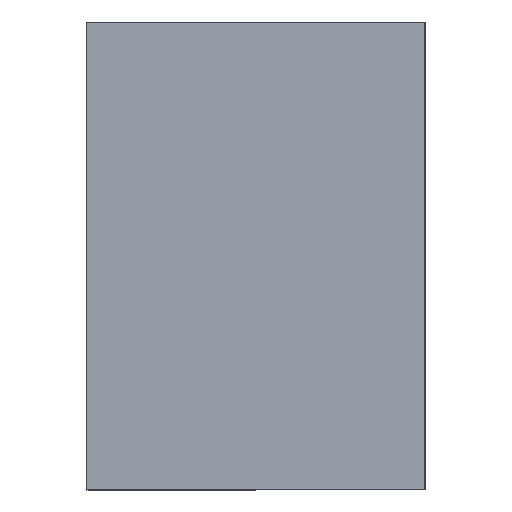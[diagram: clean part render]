
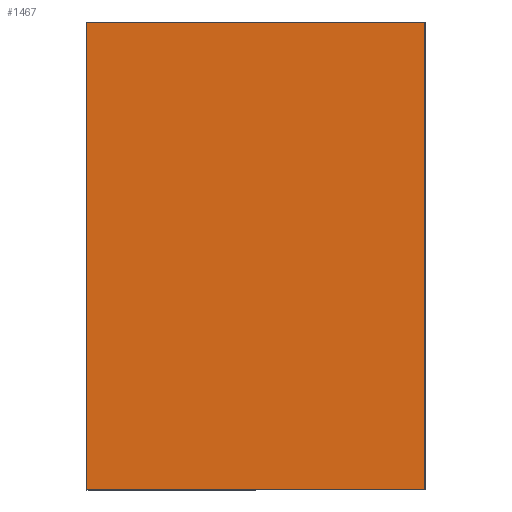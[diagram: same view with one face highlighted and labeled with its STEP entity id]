
A CAD part, left-side view. The second image highlights one B-rep face of the part: STEP entity #1467.
In plain terms, the highlighted planar face has unit normal (-1, 0, 0).
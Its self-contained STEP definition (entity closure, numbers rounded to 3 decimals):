
#2 = VECTOR ( 'NONE', #2170, 1000. ) ;
#139 = LINE ( 'NONE', #844, #2 ) ;
#142 = PLANE ( 'NONE',  #2191 ) ;
#165 = ORIENTED_EDGE ( 'NONE', *, *, #2337, .T. ) ;
#295 = CARTESIAN_POINT ( 'NONE',  ( 0., 1.3, -1.8 ) ) ;
#356 = LINE ( 'NONE', #566, #1292 ) ;
#527 = EDGE_LOOP ( 'NONE', ( #165, #1181, #693, #2372 ) ) ;
#546 = CARTESIAN_POINT ( 'NONE',  ( 0., 1.3, -1.8 ) ) ;
#564 = FACE_OUTER_BOUND ( 'NONE', #527, .T. ) ;
#566 = CARTESIAN_POINT ( 'NONE',  ( 0., 1.3, 0. ) ) ;
#693 = ORIENTED_EDGE ( 'NONE', *, *, #1021, .F. ) ;
#709 = CARTESIAN_POINT ( 'NONE',  ( 0., 1.3, 0. ) ) ;
#712 = CARTESIAN_POINT ( 'NONE',  ( 0., 0., 0. ) ) ;
#714 = VECTOR ( 'NONE', #1258, 1000. ) ;
#825 = LINE ( 'NONE', #295, #714 ) ;
#844 = CARTESIAN_POINT ( 'NONE',  ( 0., 1.3, 0. ) ) ;
#850 = DIRECTION ( 'NONE',  ( 0., 0., 1. ) ) ;
#972 = CARTESIAN_POINT ( 'NONE',  ( 0., 0., -1.8 ) ) ;
#1021 = EDGE_CURVE ( 'NONE', #1636, #2219, #356, .T. ) ;
#1098 = VERTEX_POINT ( 'NONE', #712 ) ;
#1181 = ORIENTED_EDGE ( 'NONE', *, *, #1428, .F. ) ;
#1258 = DIRECTION ( 'NONE',  ( 0., -1., 0. ) ) ;
#1292 = VECTOR ( 'NONE', #2058, 1000. ) ;
#1312 = VERTEX_POINT ( 'NONE', #972 ) ;
#1352 = LINE ( 'NONE', #2028, #1967 ) ;
#1428 = EDGE_CURVE ( 'NONE', #2219, #1098, #139, .T. ) ;
#1467 = ADVANCED_FACE ( 'NONE', ( #564 ), #142, .F. ) ;
#1477 = DIRECTION ( 'NONE',  ( 1., 0., 0. ) ) ;
#1636 = VERTEX_POINT ( 'NONE', #546 ) ;
#1674 = DIRECTION ( 'NONE',  ( 0., 0., -1. ) ) ;
#1967 = VECTOR ( 'NONE', #850, 1000. ) ;
#2028 = CARTESIAN_POINT ( 'NONE',  ( 0., 0., 0. ) ) ;
#2058 = DIRECTION ( 'NONE',  ( 0., 0., 1. ) ) ;
#2170 = DIRECTION ( 'NONE',  ( 0., -1., 0. ) ) ;
#2174 = CARTESIAN_POINT ( 'NONE',  ( 0., 1.3, 0. ) ) ;
#2191 = AXIS2_PLACEMENT_3D ( 'NONE', #709, #1477, #1674 ) ;
#2219 = VERTEX_POINT ( 'NONE', #2174 ) ;
#2337 = EDGE_CURVE ( 'NONE', #1312, #1098, #1352, .T. ) ;
#2355 = EDGE_CURVE ( 'NONE', #1636, #1312, #825, .T. ) ;
#2372 = ORIENTED_EDGE ( 'NONE', *, *, #2355, .T. ) ;
